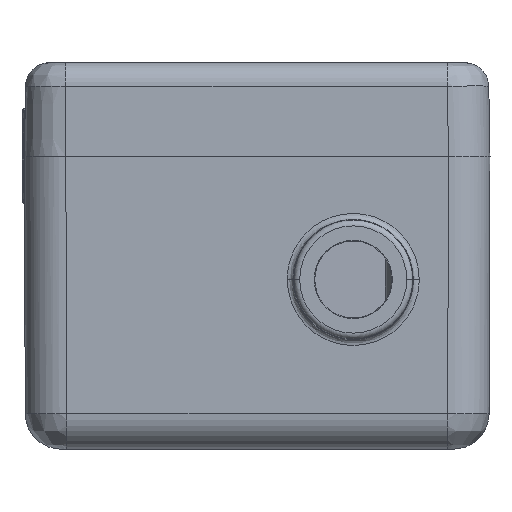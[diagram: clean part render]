
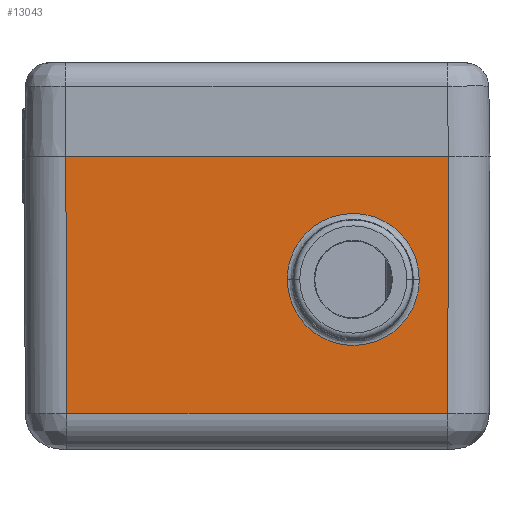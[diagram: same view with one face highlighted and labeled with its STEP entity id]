
A CAD part, front view. The second image highlights one B-rep face of the part: STEP entity #13043.
In plain terms, the highlighted planar face has unit normal (0, -1, -0.004).
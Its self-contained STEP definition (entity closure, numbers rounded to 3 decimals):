
#1990=CARTESIAN_POINT('',(15.3,-71.5,-1.8));
#2001=DIRECTION('',(-1.,0.,0.));
#2002=VECTOR('',#2001,32.3);
#2003=CARTESIAN_POINT('',(15.3,-71.5,-1.8));
#2004=LINE('',#2003,#2002);
#2014=CARTESIAN_POINT('',(-17.,-71.5,-1.8));
#5589=DIRECTION('',(1.,0.,0.));
#5590=VECTOR('',#5589,32.148);
#5591=CARTESIAN_POINT('',(-16.924,-71.424,
-23.51));
#5592=LINE('',#5591,#5590);
#5596=DIRECTION('',(0.003,0.003,-1.));
#5597=VECTOR('',#5596,21.711);
#5598=CARTESIAN_POINT('',(-17.,-71.5,-1.8));
#5599=LINE('',#5598,#5597);
#5603=DIRECTION('',(-0.003,0.003,-1.));
#5604=VECTOR('',#5603,21.711);
#5605=CARTESIAN_POINT('',(15.3,-71.5,-1.8));
#5606=LINE('',#5605,#5604);
#5610=CARTESIAN_POINT('',(1.692,-71.464,
-12.179));
#5611=CARTESIAN_POINT('',(1.692,-71.462,
-12.609));
#5612=CARTESIAN_POINT('',(1.788,-71.459,
-13.443));
#5613=CARTESIAN_POINT('',(2.214,-71.455,
-14.647));
#5614=CARTESIAN_POINT('',(2.9,-71.451,
-15.72));
#5615=CARTESIAN_POINT('',(3.809,-71.448,
-16.611));
#5616=CARTESIAN_POINT('',(4.896,-71.446,
-17.275));
#5617=CARTESIAN_POINT('',(6.105,-71.445,
-17.676));
#5618=CARTESIAN_POINT('',(7.372,-71.444,
-17.795));
#5619=CARTESIAN_POINT('',(8.637,-71.445,
-17.626));
#5620=CARTESIAN_POINT('',(9.819,-71.446,
-17.175));
#5621=CARTESIAN_POINT('',(10.772,-71.449,
-16.545));
#5622=CARTESIAN_POINT('',(11.485,-71.451,
-15.846));
#5623=CARTESIAN_POINT('',(11.999,-71.453,
-15.141));
#5624=CARTESIAN_POINT('',(12.361,-71.456,
-14.452));
#5625=CARTESIAN_POINT('',(12.609,-71.458,
-13.78));
#5626=CARTESIAN_POINT('',(12.779,-71.461,
-13.048));
#5627=CARTESIAN_POINT('',(12.828,-71.463,
-12.48));
#5628=CARTESIAN_POINT('',(12.828,-71.464,
-12.179));
#5633=CARTESIAN_POINT('',(12.828,-71.464,
-12.179));
#5634=CARTESIAN_POINT('',(12.828,-71.465,
-11.75));
#5635=CARTESIAN_POINT('',(12.731,-71.468,
-10.916));
#5636=CARTESIAN_POINT('',(12.305,-71.472,
-9.712));
#5637=CARTESIAN_POINT('',(11.62,-71.476,
-8.64));
#5638=CARTESIAN_POINT('',(10.71,-71.479,
-7.749));
#5639=CARTESIAN_POINT('',(9.623,-71.482,
-7.085));
#5640=CARTESIAN_POINT('',(8.415,-71.483,
-6.684));
#5641=CARTESIAN_POINT('',(7.147,-71.483,
-6.565));
#5642=CARTESIAN_POINT('',(5.883,-71.483,
-6.735));
#5643=CARTESIAN_POINT('',(4.701,-71.481,
-7.185));
#5644=CARTESIAN_POINT('',(3.749,-71.479,
-7.815));
#5645=CARTESIAN_POINT('',(3.036,-71.477,
-8.513));
#5646=CARTESIAN_POINT('',(2.521,-71.474,
-9.218));
#5647=CARTESIAN_POINT('',(2.159,-71.472,
-9.907));
#5648=CARTESIAN_POINT('',(1.911,-71.469,
-10.579));
#5649=CARTESIAN_POINT('',(1.741,-71.467,
-11.311));
#5650=CARTESIAN_POINT('',(1.692,-71.465,
-11.879));
#5651=CARTESIAN_POINT('',(1.692,-71.464,
-12.179));
#7996=VERTEX_POINT('',#5610);
#7997=VERTEX_POINT('',#5628);
#8008=VERTEX_POINT('',#1990);
#8011=VERTEX_POINT('',#2014);
#8057=CARTESIAN_POINT('',(-16.924,-71.424,
-23.51));
#8059=VERTEX_POINT('',#8057);
#8062=CARTESIAN_POINT('',(15.224,-71.424,
-23.51));
#8063=VERTEX_POINT('',#8062);
#13024=CARTESIAN_POINT('',(-21.014,-71.5,-1.8));
#13025=DIRECTION('',(0.,-1.,-0.003));
#13026=DIRECTION('',(1.,0.,0.));
#13027=AXIS2_PLACEMENT_3D('',#13024,#13025,#13026);
#13028=PLANE('',#13027);
#13030=ORIENTED_EDGE('',*,*,#13029,.F.);
#13032=ORIENTED_EDGE('',*,*,#13031,.F.);
#13033=ORIENTED_EDGE('',*,*,#9835,.F.);
#13034=ORIENTED_EDGE('',*,*,#13017,.T.);
#13035=EDGE_LOOP('',(#13030,#13032,#13033,#13034));
#13036=FACE_OUTER_BOUND('',#13035,.F.);
#13038=ORIENTED_EDGE('',*,*,#13037,.T.);
#13040=ORIENTED_EDGE('',*,*,#13039,.T.);
#13041=EDGE_LOOP('',(#13038,#13040));
#13042=FACE_BOUND('',#13041,.F.);
#5629=B_SPLINE_CURVE_WITH_KNOTS('',3,(#5610,#5611,#5612,#5613,#5614,#5615,#5616,
#5617,#5618,#5619,#5620,#5621,#5622,#5623,#5624,#5625,#5626,#5627,#5628),
.UNSPECIFIED.,.F.,.F.,(4,1,1,1,1,1,1,1,1,1,1,1,1,1,1,1,4),(0.,0.063,0.125,
0.188,0.25,0.313,0.375,0.438,0.5,0.563,0.625,0.688,
0.75,0.813,0.875,0.938,1.),.UNSPECIFIED.);
#5652=B_SPLINE_CURVE_WITH_KNOTS('',3,(#5633,#5634,#5635,#5636,#5637,#5638,#5639,
#5640,#5641,#5642,#5643,#5644,#5645,#5646,#5647,#5648,#5649,#5650,#5651),
.UNSPECIFIED.,.F.,.F.,(4,1,1,1,1,1,1,1,1,1,1,1,1,1,1,1,4),(0.,0.063,0.125,
0.188,0.25,0.313,0.375,0.438,0.5,0.563,0.625,0.688,
0.75,0.813,0.875,0.938,1.),.UNSPECIFIED.);
#9835=EDGE_CURVE('',#8008,#8011,#2004,.T.);
#13017=EDGE_CURVE('',#8008,#8063,#5606,.T.);
#13029=EDGE_CURVE('',#8059,#8063,#5592,.T.);
#13031=EDGE_CURVE('',#8011,#8059,#5599,.T.);
#13037=EDGE_CURVE('',#7996,#7997,#5629,.T.);
#13039=EDGE_CURVE('',#7997,#7996,#5652,.T.);
#13043=ADVANCED_FACE('',(#13036,#13042),#13028,.T.);
